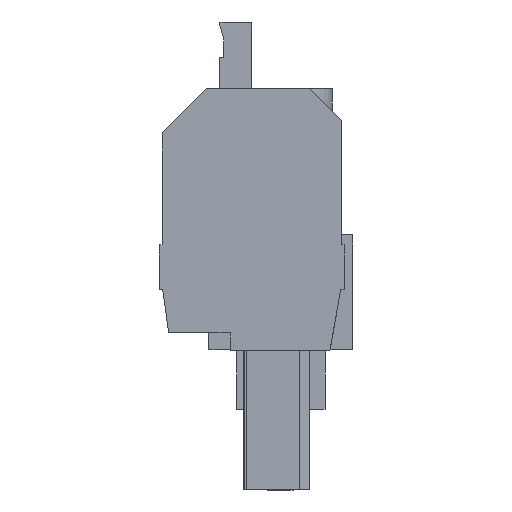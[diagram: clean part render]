
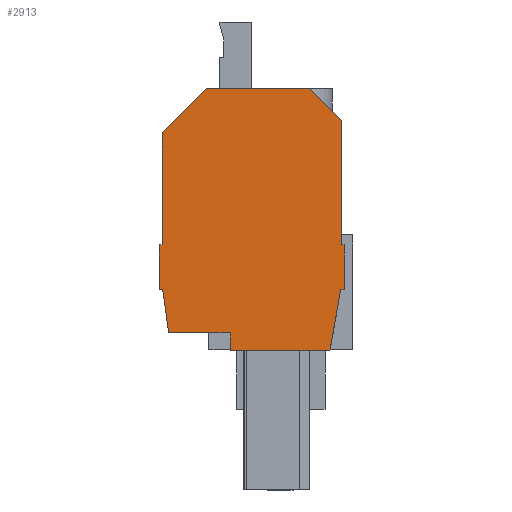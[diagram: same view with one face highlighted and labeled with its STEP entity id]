
A CAD part, left-side view. The second image highlights one B-rep face of the part: STEP entity #2913.
In plain terms, the highlighted planar face has unit normal (-1, 0, 0).
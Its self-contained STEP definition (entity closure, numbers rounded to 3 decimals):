
#2824=AXIS2_PLACEMENT_3D('Plane Axis2P3D',#2821,#2822,#2823) ;
#111=CARTESIAN_POINT('Vertex',(0.,21.23,27.3)) ;
#116=CARTESIAN_POINT('Line Origine',(0.,21.23,33.532)) ;
#120=CARTESIAN_POINT('Vertex',(0.,21.23,39.764)) ;
#305=CARTESIAN_POINT('Vertex',(0.,1.23,41.114)) ;
#308=CARTESIAN_POINT('Line Origine',(0.,1.23,34.207)) ;
#312=CARTESIAN_POINT('Vertex',(0.,1.23,27.3)) ;
#2161=CARTESIAN_POINT('Vertex',(0.,1.334,22.3)) ;
#2164=CARTESIAN_POINT('Line Origine',(0.,1.934,18.9)) ;
#2168=CARTESIAN_POINT('Vertex',(0.,2.533,15.5)) ;
#2219=CARTESIAN_POINT('Vertex',(0.,20.487,17.5)) ;
#2222=CARTESIAN_POINT('Line Origine',(0.,20.825,19.9)) ;
#2226=CARTESIAN_POINT('Vertex',(0.,21.162,22.3)) ;
#2686=CARTESIAN_POINT('Vertex',(0.,4.816,44.7)) ;
#2689=CARTESIAN_POINT('Line Origine',(0.,3.023,42.907)) ;
#2821=CARTESIAN_POINT('Axis2P3D Location',(0.,0.93,0.)) ;
#2826=CARTESIAN_POINT('Line Origine',(0.,21.53,24.8)) ;
#2830=CARTESIAN_POINT('Vertex',(0.,21.53,27.3)) ;
#2832=CARTESIAN_POINT('Vertex',(0.,21.53,22.3)) ;
#2835=CARTESIAN_POINT('Line Origine',(0.,21.346,22.3)) ;
#2840=CARTESIAN_POINT('Line Origine',(0.,17.07,17.5)) ;
#2844=CARTESIAN_POINT('Vertex',(0.,13.653,17.5)) ;
#2847=CARTESIAN_POINT('Line Origine',(0.,13.653,16.5)) ;
#2851=CARTESIAN_POINT('Vertex',(0.,13.653,15.5)) ;
#2854=CARTESIAN_POINT('Line Origine',(0.,8.093,15.5)) ;
#2859=CARTESIAN_POINT('Line Origine',(0.,1.132,22.3)) ;
#2863=CARTESIAN_POINT('Vertex',(0.,0.93,22.3)) ;
#2866=CARTESIAN_POINT('Line Origine',(0.,0.93,24.8)) ;
#2870=CARTESIAN_POINT('Vertex',(0.,0.93,27.3)) ;
#2873=CARTESIAN_POINT('Line Origine',(0.,1.08,27.3)) ;
#2878=CARTESIAN_POINT('Line Origine',(0.,10.555,44.7)) ;
#2882=CARTESIAN_POINT('Vertex',(0.,16.294,44.7)) ;
#2885=CARTESIAN_POINT('Line Origine',(0.,18.762,42.232)) ;
#2890=CARTESIAN_POINT('Line Origine',(0.,21.38,27.3)) ;
#117=DIRECTION('Vector Direction',(0.,0.,1.)) ;
#309=DIRECTION('Vector Direction',(0.,0.,-1.)) ;
#2165=DIRECTION('Vector Direction',(0.,0.174,-0.985)) ;
#2223=DIRECTION('Vector Direction',(0.,-0.139,-0.99)) ;
#2690=DIRECTION('Vector Direction',(0.,0.707,0.707)) ;
#2822=DIRECTION('Axis2P3D Direction',(-1.,0.,0.)) ;
#2823=DIRECTION('Axis2P3D XDirection',(0.,0.,1.)) ;
#2827=DIRECTION('Vector Direction',(0.,0.,-1.)) ;
#2836=DIRECTION('Vector Direction',(0.,-1.,0.)) ;
#2841=DIRECTION('Vector Direction',(0.,-1.,0.)) ;
#2848=DIRECTION('Vector Direction',(0.,0.,-1.)) ;
#2855=DIRECTION('Vector Direction',(0.,-1.,0.)) ;
#2860=DIRECTION('Vector Direction',(0.,-1.,0.)) ;
#2867=DIRECTION('Vector Direction',(0.,0.,1.)) ;
#2874=DIRECTION('Vector Direction',(0.,1.,0.)) ;
#2879=DIRECTION('Vector Direction',(0.,1.,0.)) ;
#2886=DIRECTION('Vector Direction',(0.,0.707,-0.707)) ;
#2891=DIRECTION('Vector Direction',(0.,1.,0.)) ;
#118=VECTOR('Line Direction',#117,1.) ;
#310=VECTOR('Line Direction',#309,1.) ;
#2166=VECTOR('Line Direction',#2165,1.) ;
#2224=VECTOR('Line Direction',#2223,1.) ;
#2691=VECTOR('Line Direction',#2690,1.) ;
#2828=VECTOR('Line Direction',#2827,1.) ;
#2837=VECTOR('Line Direction',#2836,1.) ;
#2842=VECTOR('Line Direction',#2841,1.) ;
#2849=VECTOR('Line Direction',#2848,1.) ;
#2856=VECTOR('Line Direction',#2855,1.) ;
#2861=VECTOR('Line Direction',#2860,1.) ;
#2868=VECTOR('Line Direction',#2867,1.) ;
#2875=VECTOR('Line Direction',#2874,1.) ;
#2880=VECTOR('Line Direction',#2879,1.) ;
#2887=VECTOR('Line Direction',#2886,1.) ;
#2892=VECTOR('Line Direction',#2891,1.) ;
#2896=ORIENTED_EDGE('',*,*,#2834,.T.) ;
#2897=ORIENTED_EDGE('',*,*,#2839,.T.) ;
#2898=ORIENTED_EDGE('',*,*,#2228,.T.) ;
#2899=ORIENTED_EDGE('',*,*,#2846,.T.) ;
#2900=ORIENTED_EDGE('',*,*,#2853,.T.) ;
#2901=ORIENTED_EDGE('',*,*,#2858,.T.) ;
#2902=ORIENTED_EDGE('',*,*,#2170,.T.) ;
#2903=ORIENTED_EDGE('',*,*,#2865,.T.) ;
#2904=ORIENTED_EDGE('',*,*,#2872,.T.) ;
#2905=ORIENTED_EDGE('',*,*,#2877,.T.) ;
#2906=ORIENTED_EDGE('',*,*,#314,.T.) ;
#2907=ORIENTED_EDGE('',*,*,#2693,.T.) ;
#2908=ORIENTED_EDGE('',*,*,#2884,.T.) ;
#2909=ORIENTED_EDGE('',*,*,#2889,.T.) ;
#2910=ORIENTED_EDGE('',*,*,#122,.T.) ;
#2911=ORIENTED_EDGE('',*,*,#2894,.T.) ;
#2913=ADVANCED_FACE('housing',(#2912),#2825,.T.) ;
#122=EDGE_CURVE('',#121,#112,#119,.F.) ;
#314=EDGE_CURVE('',#313,#306,#311,.F.) ;
#2170=EDGE_CURVE('',#2169,#2162,#2167,.F.) ;
#2228=EDGE_CURVE('',#2227,#2220,#2225,.T.) ;
#2693=EDGE_CURVE('',#306,#2687,#2692,.T.) ;
#2834=EDGE_CURVE('',#2831,#2833,#2829,.T.) ;
#2839=EDGE_CURVE('',#2833,#2227,#2838,.T.) ;
#2846=EDGE_CURVE('',#2220,#2845,#2843,.T.) ;
#2853=EDGE_CURVE('',#2845,#2852,#2850,.T.) ;
#2858=EDGE_CURVE('',#2852,#2169,#2857,.T.) ;
#2865=EDGE_CURVE('',#2162,#2864,#2862,.T.) ;
#2872=EDGE_CURVE('',#2864,#2871,#2869,.T.) ;
#2877=EDGE_CURVE('',#2871,#313,#2876,.T.) ;
#2884=EDGE_CURVE('',#2687,#2883,#2881,.T.) ;
#2889=EDGE_CURVE('',#2883,#121,#2888,.T.) ;
#2894=EDGE_CURVE('',#112,#2831,#2893,.T.) ;
#2895=EDGE_LOOP('',(#2896,#2897,#2898,#2899,#2900,#2901,#2902,#2903,#2904,#2905,#2906,#2907,#2908,#2909,#2910,#2911)) ;
#2912=FACE_OUTER_BOUND('',#2895,.T.) ;
#119=LINE('Line',#116,#118) ;
#311=LINE('Line',#308,#310) ;
#2167=LINE('Line',#2164,#2166) ;
#2225=LINE('Line',#2222,#2224) ;
#2692=LINE('Line',#2689,#2691) ;
#2829=LINE('Line',#2826,#2828) ;
#2838=LINE('Line',#2835,#2837) ;
#2843=LINE('Line',#2840,#2842) ;
#2850=LINE('Line',#2847,#2849) ;
#2857=LINE('Line',#2854,#2856) ;
#2862=LINE('Line',#2859,#2861) ;
#2869=LINE('Line',#2866,#2868) ;
#2876=LINE('Line',#2873,#2875) ;
#2881=LINE('Line',#2878,#2880) ;
#2888=LINE('Line',#2885,#2887) ;
#2893=LINE('Line',#2890,#2892) ;
#2825=PLANE('',#2824) ;
#112=VERTEX_POINT('',#111) ;
#121=VERTEX_POINT('',#120) ;
#306=VERTEX_POINT('',#305) ;
#313=VERTEX_POINT('',#312) ;
#2162=VERTEX_POINT('',#2161) ;
#2169=VERTEX_POINT('',#2168) ;
#2220=VERTEX_POINT('',#2219) ;
#2227=VERTEX_POINT('',#2226) ;
#2687=VERTEX_POINT('',#2686) ;
#2831=VERTEX_POINT('',#2830) ;
#2833=VERTEX_POINT('',#2832) ;
#2845=VERTEX_POINT('',#2844) ;
#2852=VERTEX_POINT('',#2851) ;
#2864=VERTEX_POINT('',#2863) ;
#2871=VERTEX_POINT('',#2870) ;
#2883=VERTEX_POINT('',#2882) ;
